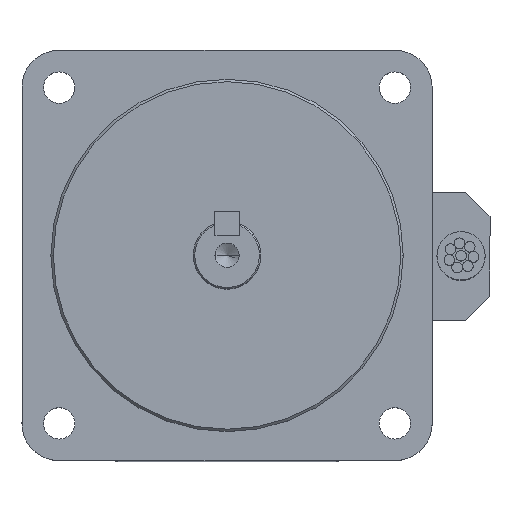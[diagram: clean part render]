
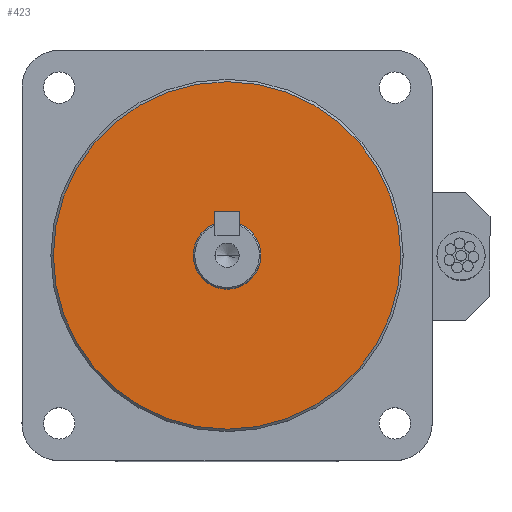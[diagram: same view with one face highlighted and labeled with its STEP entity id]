
A CAD part, top view. The second image highlights one B-rep face of the part: STEP entity #423.
In plain terms, the highlighted planar face has unit normal (0, 0, 1).
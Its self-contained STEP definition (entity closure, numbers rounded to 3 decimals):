
#21 = VERTEX_POINT ( 'NONE', #509 ) ;
#63 = DIRECTION ( 'NONE',  ( 1., 0., 0. ) ) ;
#116 = DIRECTION ( 'NONE',  ( 1., 0., 0. ) ) ;
#134 = FACE_OUTER_BOUND ( 'NONE', #2012, .T. ) ;
#178 = VERTEX_POINT ( 'NONE', #1484 ) ;
#227 = CARTESIAN_POINT ( 'NONE',  ( 7., 0., 127.5 ) ) ;
#307 = ORIENTED_EDGE ( 'NONE', *, *, #2713, .T. ) ;
#402 = VERTEX_POINT ( 'NONE', #1181 ) ;
#414 = CIRCLE ( 'NONE', #2390, 36.012 ) ;
#423 = ADVANCED_FACE ( 'NONE', ( #799, #134 ), #1493, .T. ) ;
#509 = CARTESIAN_POINT ( 'NONE',  ( 36.012, 0., 127.5 ) ) ;
#541 = VERTEX_POINT ( 'NONE', #227 ) ;
#661 = AXIS2_PLACEMENT_3D ( 'NONE', #1545, #1684, #1690 ) ;
#696 = CARTESIAN_POINT ( 'NONE',  ( 0., 0., 127.5 ) ) ;
#799 = FACE_BOUND ( 'NONE', #2511, .T. ) ;
#928 = DIRECTION ( 'NONE',  ( 1., 0., 0. ) ) ;
#1181 = CARTESIAN_POINT ( 'NONE',  ( -7., 0., 127.5 ) ) ;
#1194 = ORIENTED_EDGE ( 'NONE', *, *, #1390, .T. ) ;
#1221 = ORIENTED_EDGE ( 'NONE', *, *, #2558, .T. ) ;
#1243 = AXIS2_PLACEMENT_3D ( 'NONE', #3183, #1617, #116 ) ;
#1390 = EDGE_CURVE ( 'NONE', #541, #402, #2867, .T. ) ;
#1393 = AXIS2_PLACEMENT_3D ( 'NONE', #2983, #2974, #2964 ) ;
#1484 = CARTESIAN_POINT ( 'NONE',  ( -36.012, 0., 127.5 ) ) ;
#1493 = PLANE ( 'NONE',  #661 ) ;
#1545 = CARTESIAN_POINT ( 'NONE',  ( 0., 0., 127.5 ) ) ;
#1566 = DIRECTION ( 'NONE',  ( 0., 0., 1. ) ) ;
#1617 = DIRECTION ( 'NONE',  ( 0., 0., 1. ) ) ;
#1684 = DIRECTION ( 'NONE',  ( 0., 0., 1. ) ) ;
#1690 = DIRECTION ( 'NONE',  ( 1., 0., 0. ) ) ;
#1773 = AXIS2_PLACEMENT_3D ( 'NONE', #696, #2518, #928 ) ;
#1853 = ORIENTED_EDGE ( 'NONE', *, *, #2423, .T. ) ;
#2012 = EDGE_LOOP ( 'NONE', ( #1221, #1853 ) ) ;
#2052 = CIRCLE ( 'NONE', #1243, 36.012 ) ;
#2390 = AXIS2_PLACEMENT_3D ( 'NONE', #3136, #1566, #63 ) ;
#2423 = EDGE_CURVE ( 'NONE', #21, #178, #414, .T. ) ;
#2449 = CIRCLE ( 'NONE', #1773, 7. ) ;
#2511 = EDGE_LOOP ( 'NONE', ( #307, #1194 ) ) ;
#2518 = DIRECTION ( 'NONE',  ( 0., 0., -1. ) ) ;
#2558 = EDGE_CURVE ( 'NONE', #178, #21, #2052, .T. ) ;
#2713 = EDGE_CURVE ( 'NONE', #402, #541, #2449, .T. ) ;
#2867 = CIRCLE ( 'NONE', #1393, 7. ) ;
#2964 = DIRECTION ( 'NONE',  ( 1., 0., 0. ) ) ;
#2974 = DIRECTION ( 'NONE',  ( 0., 0., -1. ) ) ;
#2983 = CARTESIAN_POINT ( 'NONE',  ( 0., 0., 127.5 ) ) ;
#3136 = CARTESIAN_POINT ( 'NONE',  ( 0., 0., 127.5 ) ) ;
#3183 = CARTESIAN_POINT ( 'NONE',  ( 0., 0., 127.5 ) ) ;
